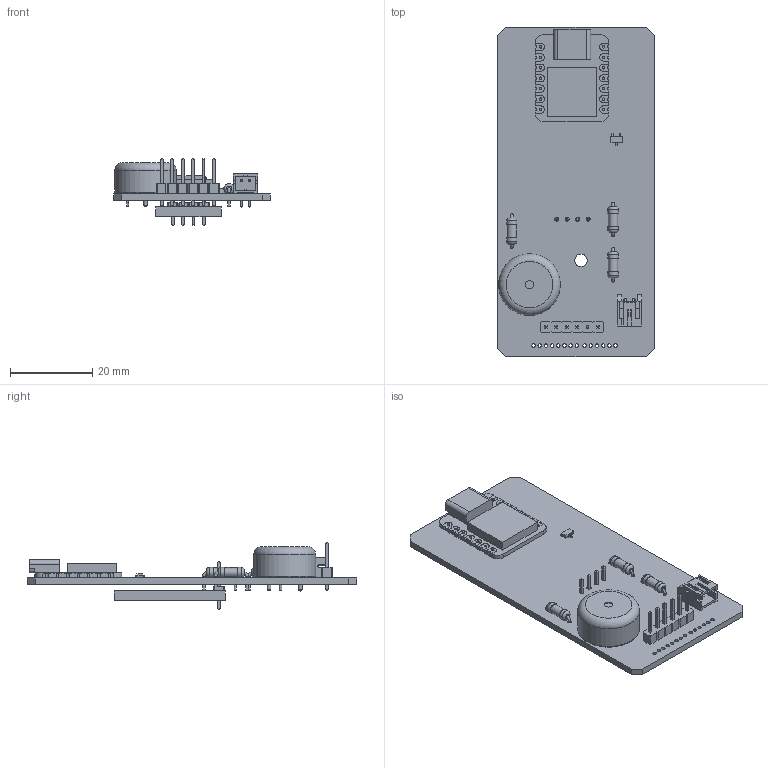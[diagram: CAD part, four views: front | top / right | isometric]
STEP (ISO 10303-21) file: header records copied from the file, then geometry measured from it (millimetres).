
FILE_DESCRIPTION(('KiCad electronic assembly'),'2;1');
FILE_NAME('STIC.step','2023-01-20T19:29:45',('An Author'),('A Company'), 'Open CASCADE STEP processor 7.3','KiCad to STEP converter','Unknown' );
FILE_SCHEMA(('AUTOMOTIVE_DESIGN { 1 0 10303 214 1 1 1 1 }'));
Length unit declared in the file: millimetre
Products named in the file (16): Open CASCADE STEP translator 7.3 1; Seeeduino_Xiao; SOLID; MDOB048064AV; PinHeader_1x06_P2.54mm_Vertical; R_Axial_DIN0207_L6.3mm_D2.5mm_P7.62mm_Horizontal; TSOT-23; Buzzer_15x7.5RM7.6; JST_PH_S2B-PH-K_1x02_P2.00mm_Horizontal; COMPOUND
Assembly tree (17 placements, depth 3):
  Open CASCADE STEP translator 7.3 1
    Seeeduino_Xiao
      SOLID
    MDOB048064AV
      SOLID
    PinHeader_1x06_P2.54mm_Vertical
      SOLID
    R_Axial_DIN0207_L6.3mm_D2.5mm_P7.62mm_Horizontal  x3
      SOLID
    TSOT-23
      SOLID
    Buzzer_15x7.5RM7.6
      SOLID
    JST_PH_S2B-PH-K_1x02_P2.00mm_Horizontal
      SOLID
    COMPOUND
Bounding box: 38 x 80 x 16.24 mm (x, y, z)
Volume: 8343.3 mm3; surface area: 10490 mm2
Topology: 10 solids, 10 shells, 738 faces, 1893 edges, 1214 vertices
Faces by surface type: plane 555, cylinder 140, bspline 27, torus 16
Full cylindrical faces by diameter (mm): 0.6 x20, 0.75 x2, 0.8 x6, 0.87 x14, 0.9 x2, 1 x12, 2 x1, 2.25 x3, 2.5 x6, 3.017 x1, 15 x1
Entity records: 51355 total; most frequent: CARTESIAN_POINT 9907, DIRECTION 6963, LINE 4913, VECTOR 4913, ORIENTED_EDGE 3694, PCURVE 3694, DEFINITIONAL_REPRESENTATION 3694, EDGE_CURVE 1847
